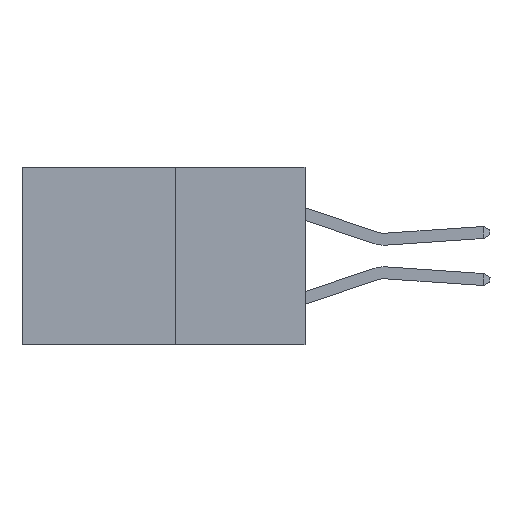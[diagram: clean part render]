
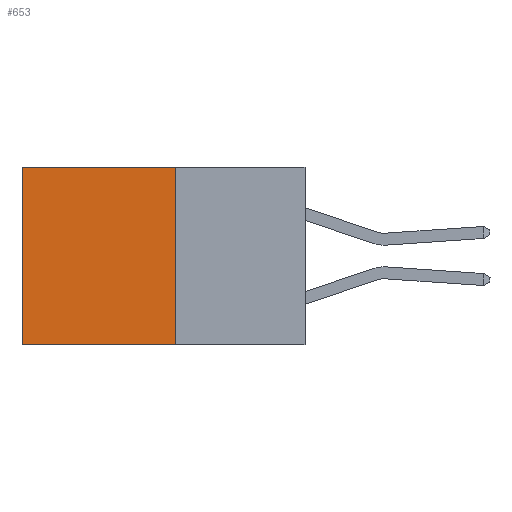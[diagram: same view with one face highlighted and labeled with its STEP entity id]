
A CAD part, left-side view. The second image highlights one B-rep face of the part: STEP entity #653.
In plain terms, the highlighted planar face has unit normal (-1, 0, 0).
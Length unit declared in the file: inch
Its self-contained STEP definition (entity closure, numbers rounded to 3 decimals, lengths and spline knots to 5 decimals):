
#621 = CARTESIAN_POINT ( 'NONE',  ( 0.277, 0.59, -0.37 ) ) ;
#653 = ADVANCED_FACE ( 'NONE', ( #22064 ), #5572, .F. ) ;
#1203 = LINE ( 'NONE', #15753, #5640 ) ;
#1583 = ORIENTED_EDGE ( 'NONE', *, *, #13429, .F. ) ;
#1702 = CARTESIAN_POINT ( 'NONE',  ( 0.277, 0.59, 0. ) ) ;
#2207 = AXIS2_PLACEMENT_3D ( 'NONE', #4911, #4886, #4795 ) ;
#2208 = VECTOR ( 'NONE', #19518, 39.37008 ) ;
#2894 = ORIENTED_EDGE ( 'NONE', *, *, #18908, .T. ) ;
#3318 = CARTESIAN_POINT ( 'NONE',  ( 0.277, 0.27, -0.37 ) ) ;
#3429 = VECTOR ( 'NONE', #12111, 39.37008 ) ;
#4795 = DIRECTION ( 'NONE',  ( 0., 0., -1. ) ) ;
#4886 = DIRECTION ( 'NONE',  ( 1., 0., 0. ) ) ;
#4911 = CARTESIAN_POINT ( 'NONE',  ( 0.277, 0.27, -0.37 ) ) ;
#5572 = PLANE ( 'NONE',  #2207 ) ;
#5640 = VECTOR ( 'NONE', #17606, 39.37008 ) ;
#6322 = EDGE_CURVE ( 'NONE', #23071, #20859, #18754, .T. ) ;
#10516 = CARTESIAN_POINT ( 'NONE',  ( 0.277, 0.59, -0.37 ) ) ;
#10903 = VERTEX_POINT ( 'NONE', #10516 ) ;
#11506 = DIRECTION ( 'NONE',  ( 0., 0., -1. ) ) ;
#12111 = DIRECTION ( 'NONE',  ( 0., 0., -1. ) ) ;
#13429 = EDGE_CURVE ( 'NONE', #20859, #10903, #17515, .T. ) ;
#15102 = VERTEX_POINT ( 'NONE', #1702 ) ;
#15753 = CARTESIAN_POINT ( 'NONE',  ( 0.277, 0.27, 0. ) ) ;
#16578 = EDGE_LOOP ( 'NONE', ( #2894, #1583, #20545, #20335 ) ) ;
#17269 = EDGE_CURVE ( 'NONE', #23071, #15102, #1203, .T. ) ;
#17515 = LINE ( 'NONE', #17645, #2208 ) ;
#17606 = DIRECTION ( 'NONE',  ( 0., 1., 0. ) ) ;
#17645 = CARTESIAN_POINT ( 'NONE',  ( 0.277, 0.27, -0.37 ) ) ;
#18754 = LINE ( 'NONE', #3318, #23151 ) ;
#18908 = EDGE_CURVE ( 'NONE', #15102, #10903, #23730, .T. ) ;
#19518 = DIRECTION ( 'NONE',  ( 0., 1., 0. ) ) ;
#19627 = CARTESIAN_POINT ( 'NONE',  ( 0.277, 0.27, 0. ) ) ;
#20335 = ORIENTED_EDGE ( 'NONE', *, *, #17269, .T. ) ;
#20545 = ORIENTED_EDGE ( 'NONE', *, *, #6322, .F. ) ;
#20655 = CARTESIAN_POINT ( 'NONE',  ( 0.277, 0.27, -0.37 ) ) ;
#20859 = VERTEX_POINT ( 'NONE', #20655 ) ;
#22064 = FACE_OUTER_BOUND ( 'NONE', #16578, .T. ) ;
#23071 = VERTEX_POINT ( 'NONE', #19627 ) ;
#23151 = VECTOR ( 'NONE', #11506, 39.37008 ) ;
#23730 = LINE ( 'NONE', #621, #3429 ) ;
